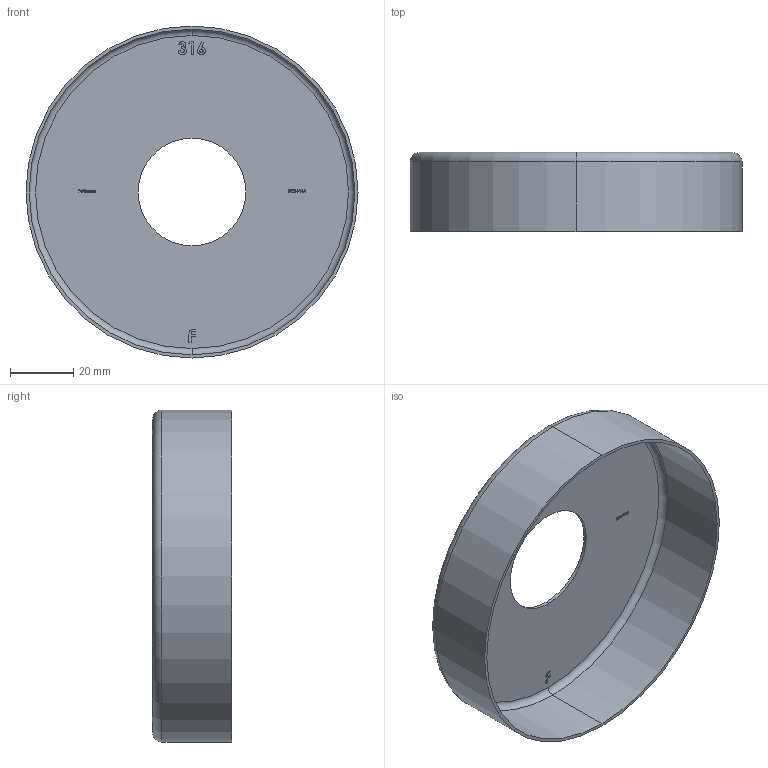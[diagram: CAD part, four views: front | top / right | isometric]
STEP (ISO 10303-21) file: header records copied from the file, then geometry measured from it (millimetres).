
FILE_DESCRIPTION (( 'STEP AP203' ), '1' );
FILE_NAME ('50154-V4A.step', '2020-11-05T12:44:21', ( '' ), ( '' ), 'SwSTEP 2.0', 'SolidWorks 2018', '' );
FILE_SCHEMA (( 'CONFIG_CONTROL_DESIGN' ));
Length unit declared in the file: millimetre
Products named in the file (2): 50154-V4A
Bounding box: 105 x 25 x 105 mm (x, y, z)
Volume: 15236.9 mm3; surface area: 30924.7 mm2
Topology: 1 solids, 1 shells, 280 faces, 740 edges, 492 vertices
Faces by surface type: plane 174, bspline 96, cylinder 6, torus 4
Entity records: 13803 total; most frequent: CARTESIAN_POINT 7338, ORIENTED_EDGE 1480, DIRECTION 940, EDGE_CURVE 740, LINE 528, VECTOR 528, VERTEX_POINT 492, EDGE_LOOP 312
